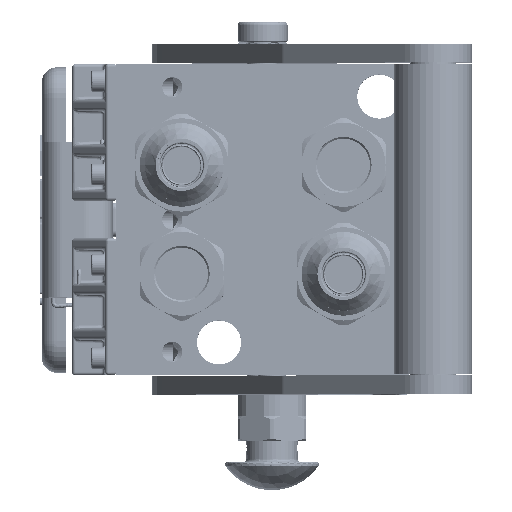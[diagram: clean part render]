
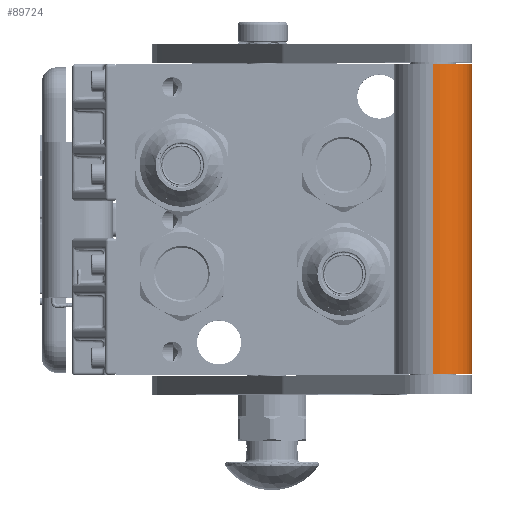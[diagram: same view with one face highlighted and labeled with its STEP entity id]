
A CAD part, top view. The second image highlights one B-rep face of the part: STEP entity #89724.
In plain terms, the highlighted cylindrical face has radius 12.5 mm (diameter 25 mm), a partial arc.
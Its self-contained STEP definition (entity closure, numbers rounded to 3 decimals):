
#6479 = DIRECTION ( 'NONE',  ( -1., 0., 0. ) ) ;
#9442 = VECTOR ( 'NONE', #6479, 1000. ) ;
#9473 = DIRECTION ( 'NONE',  ( -1., 0., 0. ) ) ;
#13897 = CARTESIAN_POINT ( 'NONE',  ( 4.5, 0., -12.5 ) ) ;
#16810 = VERTEX_POINT ( 'NONE', #100379 ) ;
#24608 = ORIENTED_EDGE ( 'NONE', *, *, #84247, .T. ) ;
#26094 = CARTESIAN_POINT ( 'NONE',  ( 4.5, 0., 0. ) ) ;
#29492 = EDGE_CURVE ( 'NONE', #33949, #16810, #98737, .T. ) ;
#33949 = VERTEX_POINT ( 'NONE', #131283 ) ;
#34577 = VECTOR ( 'NONE', #9473, 1000. ) ;
#39534 = LINE ( 'NONE', #42115, #9442 ) ;
#42115 = CARTESIAN_POINT ( 'NONE',  ( 104., 0., -12.5 ) ) ;
#46702 = CIRCLE ( 'NONE', #115197, 12.5 ) ;
#48117 = VERTEX_POINT ( 'NONE', #89696 ) ;
#53045 = EDGE_LOOP ( 'NONE', ( #24608, #133316, #141672, #125071 ) ) ;
#55060 = CARTESIAN_POINT ( 'NONE',  ( 104., 0., 12.5 ) ) ;
#55765 = DIRECTION ( 'NONE',  ( 0., 0., -1. ) ) ;
#62418 = DIRECTION ( 'NONE',  ( -1., 0., 0. ) ) ;
#66915 = CYLINDRICAL_SURFACE ( 'NONE', #113669, 12.5 ) ;
#80140 = DIRECTION ( 'NONE',  ( 1., 0., 0. ) ) ;
#84247 = EDGE_CURVE ( 'NONE', #85137, #48117, #46702, .T. ) ;
#85137 = VERTEX_POINT ( 'NONE', #13897 ) ;
#89696 = CARTESIAN_POINT ( 'NONE',  ( 4.5, 0., 12.5 ) ) ;
#89724 = ADVANCED_FACE ( 'NONE', ( #93660 ), #66915, .T. ) ;
#93660 = FACE_OUTER_BOUND ( 'NONE', #53045, .T. ) ;
#94653 = DIRECTION ( 'NONE',  ( 1., 0., 0. ) ) ;
#96810 = EDGE_CURVE ( 'NONE', #33949, #85137, #39534, .T. ) ;
#97764 = DIRECTION ( 'NONE',  ( 0., 0., 1. ) ) ;
#98737 = CIRCLE ( 'NONE', #137365, 12.5 ) ;
#100366 = LINE ( 'NONE', #55060, #34577 ) ;
#100379 = CARTESIAN_POINT ( 'NONE',  ( 104., 0., 12.5 ) ) ;
#104044 = EDGE_CURVE ( 'NONE', #16810, #48117, #100366, .T. ) ;
#113669 = AXIS2_PLACEMENT_3D ( 'NONE', #131990, #62418, #97764 ) ;
#115197 = AXIS2_PLACEMENT_3D ( 'NONE', #26094, #94653, #139794 ) ;
#125071 = ORIENTED_EDGE ( 'NONE', *, *, #96810, .T. ) ;
#131283 = CARTESIAN_POINT ( 'NONE',  ( 104., 0., -12.5 ) ) ;
#131990 = CARTESIAN_POINT ( 'NONE',  ( -5.425, 0., 0. ) ) ;
#133316 = ORIENTED_EDGE ( 'NONE', *, *, #104044, .F. ) ;
#136265 = CARTESIAN_POINT ( 'NONE',  ( 104., 0., 0. ) ) ;
#137365 = AXIS2_PLACEMENT_3D ( 'NONE', #136265, #80140, #55765 ) ;
#139794 = DIRECTION ( 'NONE',  ( 0., 0., -1. ) ) ;
#141672 = ORIENTED_EDGE ( 'NONE', *, *, #29492, .F. ) ;
